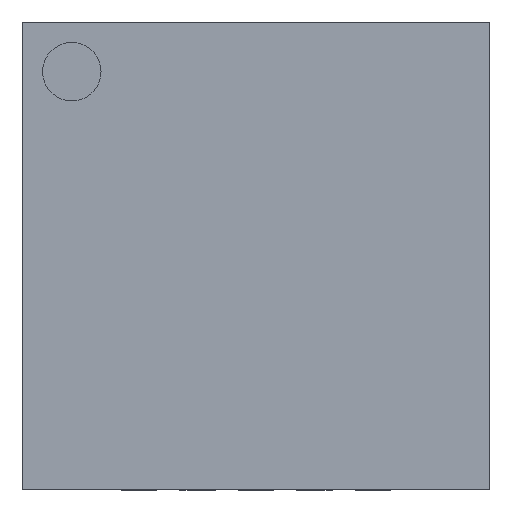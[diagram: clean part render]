
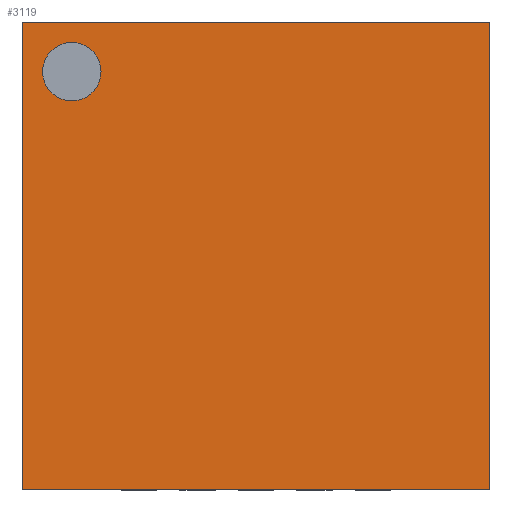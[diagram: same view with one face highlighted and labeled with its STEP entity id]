
A CAD part, top view. The second image highlights one B-rep face of the part: STEP entity #3119.
In plain terms, the highlighted planar face has unit normal (0, 0, 1).
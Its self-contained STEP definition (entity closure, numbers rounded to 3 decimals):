
#230=CARTESIAN_POINT('',(-1.325,1.575,1.0));
#231=VERTEX_POINT('',#230);
#240=CARTESIAN_POINT('',(-1.825,1.575,1.0));
#241=VERTEX_POINT('',#240);
#242=CARTESIAN_POINT('',(-1.575,1.575,1.0));
#243=DIRECTION('',(0.0,0.0,-1.0));
#244=DIRECTION('',(1.0,0.0,0.0));
#245=AXIS2_PLACEMENT_3D('',#242,#243,#244);
#246=CIRCLE('',#245,0.25);
#247=EDGE_CURVE('',#241,#231,#246,.T.);
#2949=CARTESIAN_POINT('',(-2.,-2.,1.0));
#2950=VERTEX_POINT('',#2949);
#2957=CARTESIAN_POINT('',(-2.,2.,1.0));
#2958=VERTEX_POINT('',#2957);
#2959=CARTESIAN_POINT('',(-2.,2.,1.0));
#2960=DIRECTION('',(0.0,-1.0,0.0));
#2961=VECTOR('',#2960,4.0);
#2962=LINE('',#2959,#2961);
#2963=EDGE_CURVE('',#2958,#2950,#2962,.T.);
#3033=CARTESIAN_POINT('',(2.,2.,1.0));
#3034=VERTEX_POINT('',#3033);
#3035=CARTESIAN_POINT('',(2.,2.,1.0));
#3036=DIRECTION('',(-1.0,0.0,0.0));
#3037=VECTOR('',#3036,4.0);
#3038=LINE('',#3035,#3037);
#3039=EDGE_CURVE('',#3034,#2958,#3038,.T.);
#3072=CARTESIAN_POINT('',(-1.575,1.575,1.0));
#3073=DIRECTION('',(0.0,0.0,-1.0));
#3074=DIRECTION('',(1.0,0.0,0.0));
#3075=AXIS2_PLACEMENT_3D('',#3072,#3073,#3074);
#3076=CIRCLE('',#3075,0.25);
#3077=EDGE_CURVE('',#231,#241,#3076,.T.);
#3092=CARTESIAN_POINT('',(0.0,0.0,1.0));
#3093=DIRECTION('',(0.0,0.0,1.0));
#3094=DIRECTION('',(0.0,-1.0,0.0));
#3095=AXIS2_PLACEMENT_3D('',#3092,#3093,#3094);
#3096=PLANE('',#3095);
#3097=CARTESIAN_POINT('',(2.,-2.,1.0));
#3098=VERTEX_POINT('',#3097);
#3099=CARTESIAN_POINT('',(-2.,-2.,1.0));
#3100=DIRECTION('',(1.0,0.0,0.0));
#3101=VECTOR('',#3100,4.0);
#3102=LINE('',#3099,#3101);
#3103=EDGE_CURVE('',#2950,#3098,#3102,.T.);
#3104=ORIENTED_EDGE('',*,*,#3103,.T.);
#3105=CARTESIAN_POINT('',(2.,-2.,1.0));
#3106=DIRECTION('',(0.0,1.0,0.0));
#3107=VECTOR('',#3106,4.0);
#3108=LINE('',#3105,#3107);
#3109=EDGE_CURVE('',#3098,#3034,#3108,.T.);
#3110=ORIENTED_EDGE('',*,*,#3109,.T.);
#3111=ORIENTED_EDGE('',*,*,#3039,.T.);
#3112=ORIENTED_EDGE('',*,*,#2963,.T.);
#3113=EDGE_LOOP('',(#3104,#3110,#3111,#3112));
#3114=FACE_OUTER_BOUND('',#3113,.T.);
#3115=ORIENTED_EDGE('',*,*,#3077,.T.);
#3116=ORIENTED_EDGE('',*,*,#247,.T.);
#3117=EDGE_LOOP('',(#3115,#3116));
#3118=FACE_BOUND('',#3117,.T.);
#3119=ADVANCED_FACE('',(#3114,#3118),#3096,.T.);
